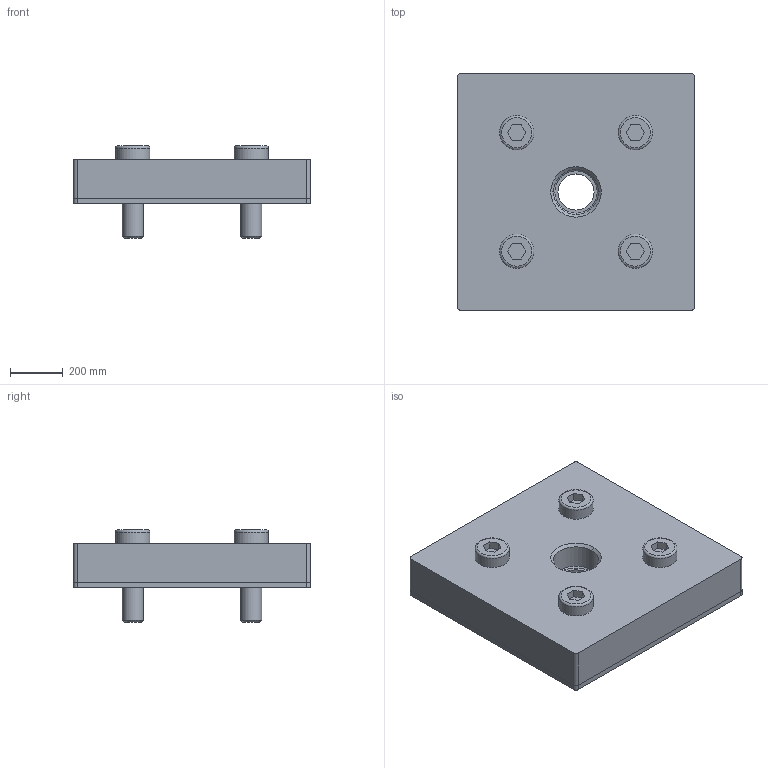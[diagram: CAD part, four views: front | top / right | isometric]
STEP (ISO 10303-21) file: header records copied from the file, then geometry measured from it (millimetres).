
FILE_DESCRIPTION(/* description */ (''),/* implementation_level */ '2;1');
FILE_NAME(/* name */ '32-909038G-1.stp',/* time_stamp */ '2024-08-14T14:04:27-04:00',/* author */ ('jmurphy'),/* organization */ (''),/* preprocessor_version */ 'ST-DEVELOPER v18.1',/* originating_system */ 'AutoCAD Mechanical',/* authorisation */ '');
FILE_SCHEMA (('AUTOMOTIVE_DESIGN { 1 0 10303 214 3 1 1 }'));
Length unit declared in the file: centimetre
Products named in the file (1): Product
Bounding box: 900 x 900 x 350 mm (x, y, z)
Volume: 137532421.5 mm3; surface area: 4400351.6 mm2
Topology: 6 solids, 6 shells, 92 faces, 207 edges, 136 vertices
Faces by surface type: plane 53, cylinder 28, cone 7, torus 4
Full cylindrical faces by diameter (mm): 80 x4, 90 x8, 130 x4, 170.828 x1, 250 x1
Entity records: 2637 total; most frequent: DIRECTION 469, CARTESIAN_POINT 436, ORIENTED_EDGE 414, EDGE_CURVE 207, AXIS2_PLACEMENT_3D 169, VERTEX_POINT 136, LINE 131, VECTOR 131
